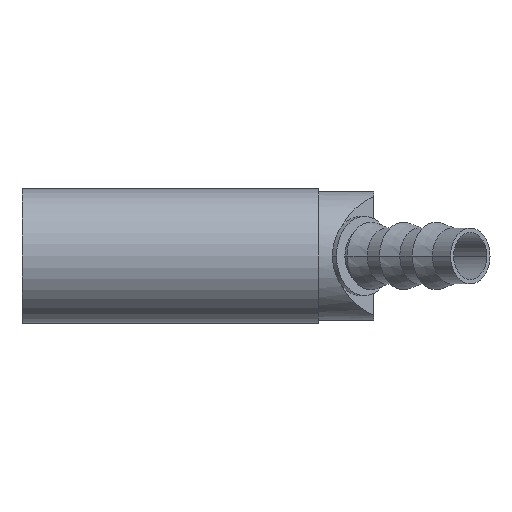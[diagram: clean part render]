
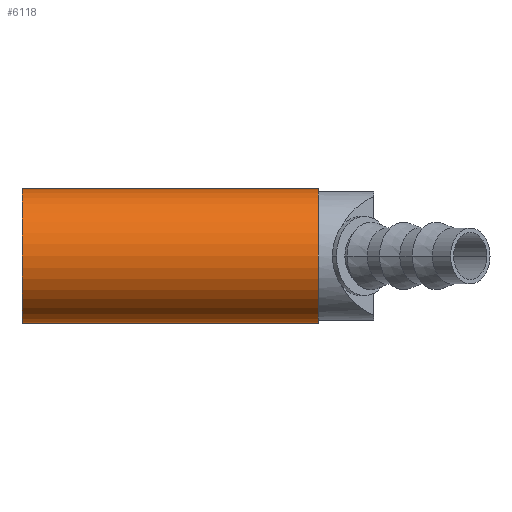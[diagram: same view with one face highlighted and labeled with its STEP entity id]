
A CAD part, front view. The second image highlights one B-rep face of the part: STEP entity #6118.
In plain terms, the highlighted cylindrical face has radius 11.5 mm (diameter 23 mm), a partial arc.
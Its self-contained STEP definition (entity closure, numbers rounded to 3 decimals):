
#139 = CARTESIAN_POINT ( 'NONE',  ( 0., 0., 11.5 ) ) ;
#278 = DIRECTION ( 'NONE',  ( 0., 0., 1. ) ) ;
#962 = ORIENTED_EDGE ( 'NONE', *, *, #7475, .F. ) ;
#1462 = VERTEX_POINT ( 'NONE', #8016 ) ;
#1497 = CARTESIAN_POINT ( 'NONE',  ( 0., 0., 11.5 ) ) ;
#1645 = VECTOR ( 'NONE', #2304, 1000. ) ;
#1828 = EDGE_LOOP ( 'NONE', ( #3682, #7893, #6443, #962 ) ) ;
#2257 = CARTESIAN_POINT ( 'NONE',  ( 0., 0., -11.5 ) ) ;
#2304 = DIRECTION ( 'NONE',  ( -1., 0., 0. ) ) ;
#2360 = CARTESIAN_POINT ( 'NONE',  ( 0., 0., 0. ) ) ;
#2395 = CARTESIAN_POINT ( 'NONE',  ( 50.5, 0., 0. ) ) ;
#2478 = AXIS2_PLACEMENT_3D ( 'NONE', #2360, #6857, #278 ) ;
#2978 = EDGE_CURVE ( 'NONE', #1462, #8320, #5993, .T. ) ;
#3466 = EDGE_CURVE ( 'NONE', #6179, #1462, #3833, .T. ) ;
#3682 = ORIENTED_EDGE ( 'NONE', *, *, #7023, .F. ) ;
#3833 = CIRCLE ( 'NONE', #7787, 11.5 ) ;
#4288 = DIRECTION ( 'NONE',  ( 0., 0., 1. ) ) ;
#4663 = CIRCLE ( 'NONE', #2478, 11.5 ) ;
#4802 = VECTOR ( 'NONE', #8032, 1000. ) ;
#4922 = DIRECTION ( 'NONE',  ( -1., 0., 0. ) ) ;
#5008 = CARTESIAN_POINT ( 'NONE',  ( 50.5, 0., -11.5 ) ) ;
#5530 = FACE_OUTER_BOUND ( 'NONE', #1828, .T. ) ;
#5611 = DIRECTION ( 'NONE',  ( 0., 0., 1. ) ) ;
#5993 = LINE ( 'NONE', #139, #1645 ) ;
#6118 = ADVANCED_FACE ( 'NONE', ( #5530 ), #7527, .T. ) ;
#6179 = VERTEX_POINT ( 'NONE', #5008 ) ;
#6243 = CARTESIAN_POINT ( 'NONE',  ( 0., 0., 0. ) ) ;
#6410 = CARTESIAN_POINT ( 'NONE',  ( 0., 0., -11.5 ) ) ;
#6443 = ORIENTED_EDGE ( 'NONE', *, *, #2978, .T. ) ;
#6491 = VERTEX_POINT ( 'NONE', #6410 ) ;
#6857 = DIRECTION ( 'NONE',  ( -1., 0., 0. ) ) ;
#7023 = EDGE_CURVE ( 'NONE', #6179, #6491, #8075, .T. ) ;
#7254 = AXIS2_PLACEMENT_3D ( 'NONE', #6243, #8127, #5611 ) ;
#7475 = EDGE_CURVE ( 'NONE', #6491, #8320, #4663, .T. ) ;
#7527 = CYLINDRICAL_SURFACE ( 'NONE', #7254, 11.5 ) ;
#7787 = AXIS2_PLACEMENT_3D ( 'NONE', #2395, #4922, #4288 ) ;
#7893 = ORIENTED_EDGE ( 'NONE', *, *, #3466, .T. ) ;
#8016 = CARTESIAN_POINT ( 'NONE',  ( 50.5, 0., 11.5 ) ) ;
#8032 = DIRECTION ( 'NONE',  ( -1., 0., 0. ) ) ;
#8075 = LINE ( 'NONE', #2257, #4802 ) ;
#8127 = DIRECTION ( 'NONE',  ( -1., 0., 0. ) ) ;
#8320 = VERTEX_POINT ( 'NONE', #1497 ) ;
